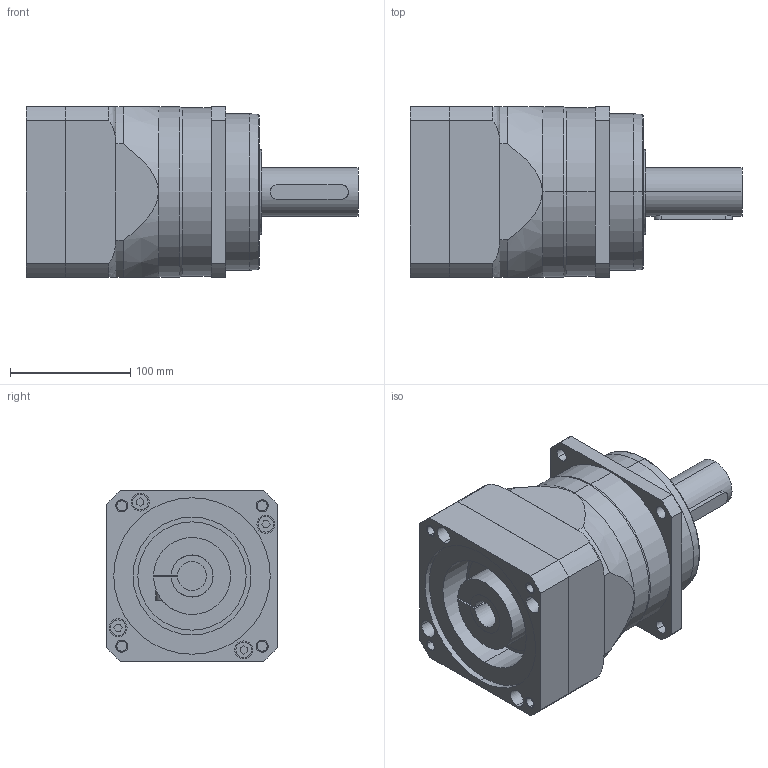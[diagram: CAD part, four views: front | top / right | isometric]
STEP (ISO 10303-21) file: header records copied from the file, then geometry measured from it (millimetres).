
FILE_DESCRIPTION((''),'2;1');
FILE_NAME('MB_PLN_MASTER','2022-05-09T',('agw'),(''),'CREO PARAMETRIC BY PTC INC, 2018360','CREO PARAMETRIC BY PTC INC, 2018360','');
FILE_SCHEMA(('AUTOMOTIVE_DESIGN { 1 0 10303 214 1 1 1 1 }'));
Length unit declared in the file: millimetre
Products named in the file (1): MB_PLN_MASTER
Bounding box: 276 x 142 x 142 mm (x, y, z)
Volume: 3250380.2 mm3; surface area: 210046.5 mm2
Topology: 1 solids, 16 shells, 298 faces, 697 edges, 453 vertices
Faces by surface type: plane 146, cylinder 126, cone 18, torus 8
Entity records: 10668 total; most frequent: CARTESIAN_POINT 1634, DIRECTION 1559, ORIENTED_EDGE 1338, EDGE_CURVE 687, AXIS2_PLACEMENT_3D 590, VERTEX_POINT 453, VECTOR 379, LINE 379
